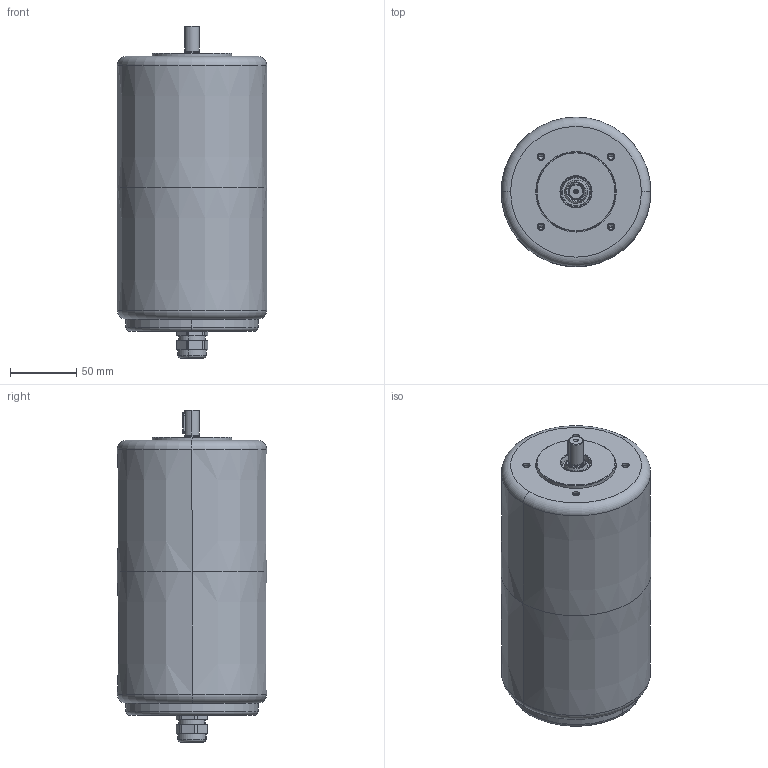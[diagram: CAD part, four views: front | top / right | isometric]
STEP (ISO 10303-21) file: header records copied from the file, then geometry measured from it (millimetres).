
FILE_DESCRIPTION (( 'STEP AP214' ), '1' );
FILE_NAME ('Motor-+-2616408.STEP', '2024-10-23T14:03:06', ( '' ), ( '' ), 'SwSTEP 2.0', 'SolidWorks 2020', '' );
FILE_SCHEMA (( 'AUTOMOTIVE_DESIGN' ));
Length unit declared in the file: millimetre
Products named in the file (1): Motor-+-2616408
Bounding box: 113.55 x 113.55 x 251.45 mm (x, y, z)
Volume: 2081789.1 mm3; surface area: 100186.7 mm2
Topology: 1 solids, 8 shells, 441 faces, 997 edges, 570 vertices
Faces by surface type: cylinder 160, plane 159, cone 90, torus 24, sphere 8
Entity records: 17251 total; most frequent: CARTESIAN_POINT 2578, DIRECTION 2242, ORIENTED_EDGE 1910, EDGE_CURVE 955, AXIS2_PLACEMENT_3D 888, VERTEX_POINT 570, EDGE_LOOP 495, VECTOR 466
